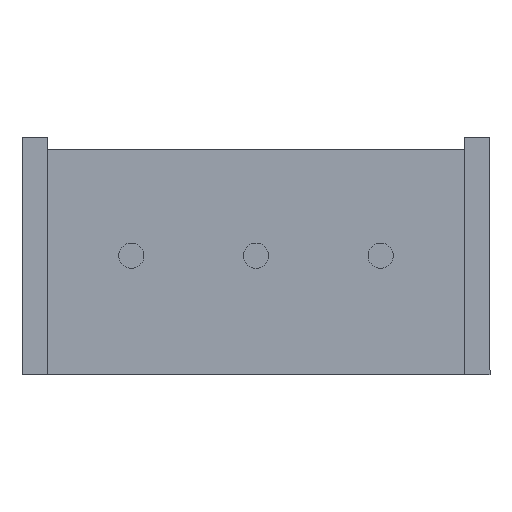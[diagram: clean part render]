
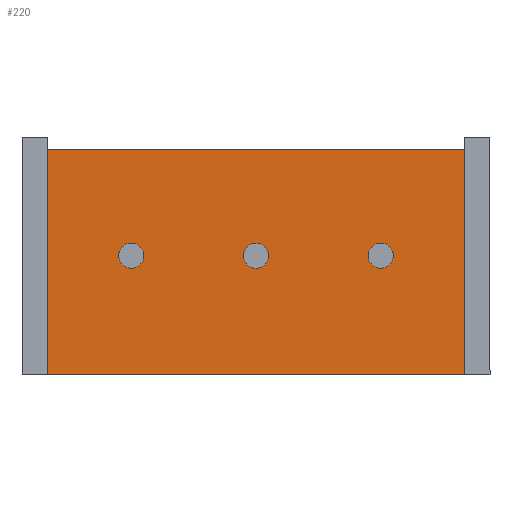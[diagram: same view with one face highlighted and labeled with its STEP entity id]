
A CAD part, front view. The second image highlights one B-rep face of the part: STEP entity #220.
In plain terms, the highlighted planar face has unit normal (0, -1, 0).
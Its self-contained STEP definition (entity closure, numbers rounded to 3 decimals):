
#42 = CARTESIAN_POINT ( 'NONE',  ( -4.255, 0.38, 2.155 ) ) ;
#174 = LINE ( 'NONE', #842, #1139 ) ;
#190 = ORIENTED_EDGE ( 'NONE', *, *, #459, .T. ) ;
#202 = VERTEX_POINT ( 'NONE', #460 ) ;
#220 = ADVANCED_FACE ( 'NONE', ( #304 ), #468, .T. ) ;
#261 = EDGE_CURVE ( 'NONE', #202, #440, #174, .T. ) ;
#267 = VERTEX_POINT ( 'NONE', #921 ) ;
#304 = FACE_OUTER_BOUND ( 'NONE', #502, .T. ) ;
#311 = ORIENTED_EDGE ( 'NONE', *, *, #965, .F. ) ;
#321 = DIRECTION ( 'NONE',  ( 0., 0., -1. ) ) ;
#326 = EDGE_CURVE ( 'NONE', #267, #202, #747, .T. ) ;
#360 = VECTOR ( 'NONE', #321, 1000. ) ;
#425 = ORIENTED_EDGE ( 'NONE', *, *, #326, .F. ) ;
#440 = VERTEX_POINT ( 'NONE', #1146 ) ;
#457 = LINE ( 'NONE', #1047, #360 ) ;
#459 = EDGE_CURVE ( 'NONE', #1211, #440, #457, .T. ) ;
#460 = CARTESIAN_POINT ( 'NONE',  ( 4.255, 0.38, -2.42 ) ) ;
#468 = PLANE ( 'NONE',  #1120 ) ;
#481 = CARTESIAN_POINT ( 'NONE',  ( 4.255, 0.38, 2.41 ) ) ;
#485 = DIRECTION ( 'NONE',  ( 0., 0., -1. ) ) ;
#502 = EDGE_LOOP ( 'NONE', ( #425, #311, #190, #585 ) ) ;
#565 = DIRECTION ( 'NONE',  ( 0., 0., 1. ) ) ;
#585 = ORIENTED_EDGE ( 'NONE', *, *, #261, .F. ) ;
#615 = VECTOR ( 'NONE', #865, 1000. ) ;
#747 = LINE ( 'NONE', #481, #1062 ) ;
#838 = DIRECTION ( 'NONE',  ( -1., 0., 0. ) ) ;
#842 = CARTESIAN_POINT ( 'NONE',  ( 4.255, 0.38, -2.42 ) ) ;
#855 = CARTESIAN_POINT ( 'NONE',  ( 0., 0.38, 2.155 ) ) ;
#865 = DIRECTION ( 'NONE',  ( 1., 0., 0. ) ) ;
#921 = CARTESIAN_POINT ( 'NONE',  ( 4.255, 0.38, 2.155 ) ) ;
#923 = CARTESIAN_POINT ( 'NONE',  ( 4.255, 0.38, 2.41 ) ) ;
#932 = DIRECTION ( 'NONE',  ( 0., -1., 0. ) ) ;
#954 = LINE ( 'NONE', #855, #615 ) ;
#965 = EDGE_CURVE ( 'NONE', #1211, #267, #954, .T. ) ;
#1047 = CARTESIAN_POINT ( 'NONE',  ( -4.255, 0.38, 2.41 ) ) ;
#1062 = VECTOR ( 'NONE', #485, 1000. ) ;
#1120 = AXIS2_PLACEMENT_3D ( 'NONE', #923, #932, #565 ) ;
#1139 = VECTOR ( 'NONE', #838, 1000. ) ;
#1146 = CARTESIAN_POINT ( 'NONE',  ( -4.255, 0.38, -2.42 ) ) ;
#1211 = VERTEX_POINT ( 'NONE', #42 ) ;
